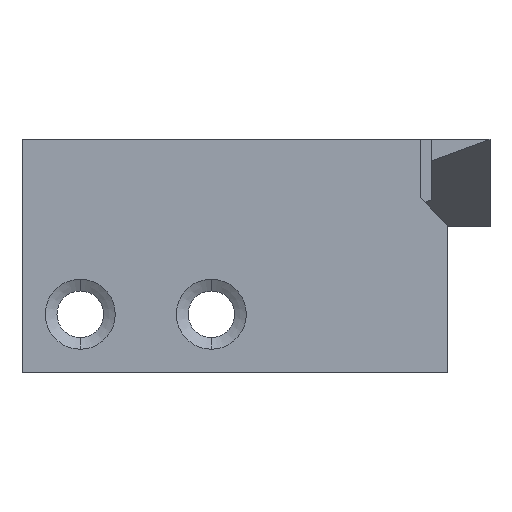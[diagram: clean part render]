
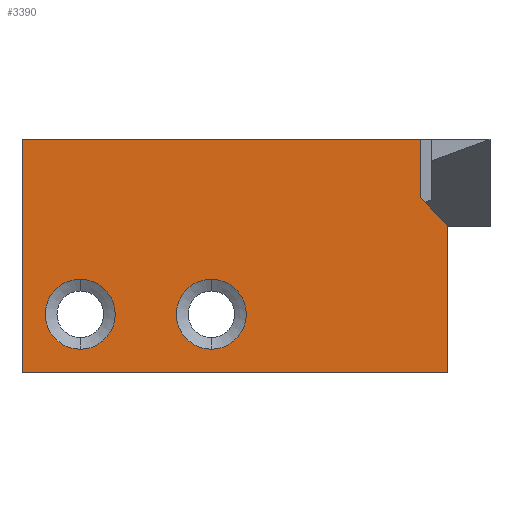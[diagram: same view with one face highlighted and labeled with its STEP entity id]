
A CAD part, front view. The second image highlights one B-rep face of the part: STEP entity #3390.
In plain terms, the highlighted planar face has unit normal (0, -1, 0).
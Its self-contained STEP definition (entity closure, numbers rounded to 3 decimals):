
#1 = VECTOR ( 'NONE', #1389, 1000. ) ;
#35 = EDGE_CURVE ( 'NONE', #1515, #3076, #1128, .T. ) ;
#121 = CARTESIAN_POINT ( 'NONE',  ( 7.581, -1.165, 0.047 ) ) ;
#134 = DIRECTION ( 'NONE',  ( -0.707, 0., 0.707 ) ) ;
#192 = ORIENTED_EDGE ( 'NONE', *, *, #3201, .F. ) ;
#196 = ORIENTED_EDGE ( 'NONE', *, *, #35, .F. ) ;
#199 = EDGE_LOOP ( 'NONE', ( #2836, #3395, #2903, #1488, #2253, #2990 ) ) ;
#327 = CARTESIAN_POINT ( 'NONE',  ( -5.04, -1.165, -3. ) ) ;
#347 = EDGE_CURVE ( 'NONE', #1540, #597, #2108, .T. ) ;
#385 = CARTESIAN_POINT ( 'NONE',  ( 3.833, -1.165, 3.795 ) ) ;
#387 = EDGE_CURVE ( 'NONE', #772, #1477, #409, .T. ) ;
#409 = LINE ( 'NONE', #3070, #596 ) ;
#568 = VECTOR ( 'NONE', #134, 1000. ) ;
#577 = DIRECTION ( 'NONE',  ( 0., 0., -1. ) ) ;
#596 = VECTOR ( 'NONE', #1483, 1000. ) ;
#597 = VERTEX_POINT ( 'NONE', #2202 ) ;
#718 = AXIS2_PLACEMENT_3D ( 'NONE', #1826, #2574, #998 ) ;
#772 = VERTEX_POINT ( 'NONE', #1503 ) ;
#780 = AXIS2_PLACEMENT_3D ( 'NONE', #2047, #1008, #2281 ) ;
#840 = CIRCLE ( 'NONE', #2569, 1.2 ) ;
#847 = EDGE_CURVE ( 'NONE', #3026, #3116, #3139, .T. ) ;
#857 = DIRECTION ( 'NONE',  ( 0., -1., 0. ) ) ;
#864 = VERTEX_POINT ( 'NONE', #2046 ) ;
#880 = LINE ( 'NONE', #1684, #1414 ) ;
#975 = CARTESIAN_POINT ( 'NONE',  ( 7.581, -1.165, -5. ) ) ;
#998 = DIRECTION ( 'NONE',  ( 0., 0., -1. ) ) ;
#1008 = DIRECTION ( 'NONE',  ( 0., -1., 0. ) ) ;
#1013 = EDGE_LOOP ( 'NONE', ( #1381, #196 ) ) ;
#1046 = CARTESIAN_POINT ( 'NONE',  ( 3.039, -1.165, 3. ) ) ;
#1090 = EDGE_CURVE ( 'NONE', #3026, #864, #1676, .T. ) ;
#1128 = CIRCLE ( 'NONE', #780, 1.2 ) ;
#1154 = CARTESIAN_POINT ( 'NONE',  ( 6.628, -1.165, 1. ) ) ;
#1381 = ORIENTED_EDGE ( 'NONE', *, *, #3351, .F. ) ;
#1389 = DIRECTION ( 'NONE',  ( 1., 0., 0. ) ) ;
#1409 = VECTOR ( 'NONE', #2556, 1000. ) ;
#1414 = VECTOR ( 'NONE', #1422, 1000. ) ;
#1422 = DIRECTION ( 'NONE',  ( 0., 0., -1. ) ) ;
#1477 = VERTEX_POINT ( 'NONE', #1154 ) ;
#1483 = DIRECTION ( 'NONE',  ( 0., 0., -1. ) ) ;
#1488 = ORIENTED_EDGE ( 'NONE', *, *, #1090, .F. ) ;
#1503 = CARTESIAN_POINT ( 'NONE',  ( 6.628, -1.165, 3. ) ) ;
#1515 = VERTEX_POINT ( 'NONE', #1671 ) ;
#1540 = VERTEX_POINT ( 'NONE', #1723 ) ;
#1544 = AXIS2_PLACEMENT_3D ( 'NONE', #327, #857, #1712 ) ;
#1593 = FACE_BOUND ( 'NONE', #3146, .T. ) ;
#1655 = LINE ( 'NONE', #2718, #1 ) ;
#1671 = CARTESIAN_POINT ( 'NONE',  ( -0.54, -1.165, -1.8 ) ) ;
#1676 = LINE ( 'NONE', #1711, #3416 ) ;
#1684 = CARTESIAN_POINT ( 'NONE',  ( -7.04, -1.165, -5. ) ) ;
#1711 = CARTESIAN_POINT ( 'NONE',  ( 7.581, -1.165, -5. ) ) ;
#1712 = DIRECTION ( 'NONE',  ( 0., 0., -1. ) ) ;
#1723 = CARTESIAN_POINT ( 'NONE',  ( -5.04, -1.165, -4.2 ) ) ;
#1754 = ORIENTED_EDGE ( 'NONE', *, *, #347, .F. ) ;
#1826 = CARTESIAN_POINT ( 'NONE',  ( -5.04, -1.165, -3. ) ) ;
#1855 = CARTESIAN_POINT ( 'NONE',  ( -7.04, -1.165, 3. ) ) ;
#1898 = PLANE ( 'NONE',  #3345 ) ;
#1915 = DIRECTION ( 'NONE',  ( 0., 1., 0. ) ) ;
#1931 = EDGE_CURVE ( 'NONE', #3116, #1477, #2512, .T. ) ;
#1955 = CARTESIAN_POINT ( 'NONE',  ( 7.581, -1.165, -5. ) ) ;
#2046 = CARTESIAN_POINT ( 'NONE',  ( -7.04, -1.165, -5. ) ) ;
#2047 = CARTESIAN_POINT ( 'NONE',  ( -0.54, -1.165, -3. ) ) ;
#2108 = CIRCLE ( 'NONE', #1544, 1.2 ) ;
#2162 = FACE_BOUND ( 'NONE', #1013, .T. ) ;
#2175 = VERTEX_POINT ( 'NONE', #1855 ) ;
#2202 = CARTESIAN_POINT ( 'NONE',  ( -5.04, -1.165, -1.8 ) ) ;
#2220 = CARTESIAN_POINT ( 'NONE',  ( -0.54, -1.165, -4.2 ) ) ;
#2235 = EDGE_CURVE ( 'NONE', #2175, #864, #880, .T. ) ;
#2253 = ORIENTED_EDGE ( 'NONE', *, *, #847, .T. ) ;
#2281 = DIRECTION ( 'NONE',  ( 0., 0., -1. ) ) ;
#2414 = CARTESIAN_POINT ( 'NONE',  ( -0.54, -1.165, -3. ) ) ;
#2512 = LINE ( 'NONE', #385, #568 ) ;
#2556 = DIRECTION ( 'NONE',  ( 0., 0., 1. ) ) ;
#2569 = AXIS2_PLACEMENT_3D ( 'NONE', #2414, #2692, #577 ) ;
#2574 = DIRECTION ( 'NONE',  ( 0., -1., 0. ) ) ;
#2692 = DIRECTION ( 'NONE',  ( 0., -1., 0. ) ) ;
#2718 = CARTESIAN_POINT ( 'NONE',  ( 6.628, -1.165, 3. ) ) ;
#2743 = DIRECTION ( 'NONE',  ( -1., 0., 0. ) ) ;
#2836 = ORIENTED_EDGE ( 'NONE', *, *, #387, .F. ) ;
#2903 = ORIENTED_EDGE ( 'NONE', *, *, #2235, .T. ) ;
#2990 = ORIENTED_EDGE ( 'NONE', *, *, #1931, .T. ) ;
#3013 = EDGE_CURVE ( 'NONE', #2175, #772, #1655, .T. ) ;
#3026 = VERTEX_POINT ( 'NONE', #1955 ) ;
#3070 = CARTESIAN_POINT ( 'NONE',  ( 6.628, -1.165, 3. ) ) ;
#3076 = VERTEX_POINT ( 'NONE', #2220 ) ;
#3116 = VERTEX_POINT ( 'NONE', #121 ) ;
#3139 = LINE ( 'NONE', #975, #1409 ) ;
#3146 = EDGE_LOOP ( 'NONE', ( #1754, #192 ) ) ;
#3177 = DIRECTION ( 'NONE',  ( 0., 0., 1. ) ) ;
#3201 = EDGE_CURVE ( 'NONE', #597, #1540, #3294, .T. ) ;
#3217 = FACE_OUTER_BOUND ( 'NONE', #199, .T. ) ;
#3294 = CIRCLE ( 'NONE', #718, 1.2 ) ;
#3345 = AXIS2_PLACEMENT_3D ( 'NONE', #1046, #1915, #3177 ) ;
#3351 = EDGE_CURVE ( 'NONE', #3076, #1515, #840, .T. ) ;
#3390 = ADVANCED_FACE ( 'NONE', ( #1593, #2162, #3217 ), #1898, .F. ) ;
#3395 = ORIENTED_EDGE ( 'NONE', *, *, #3013, .F. ) ;
#3416 = VECTOR ( 'NONE', #2743, 1000. ) ;
